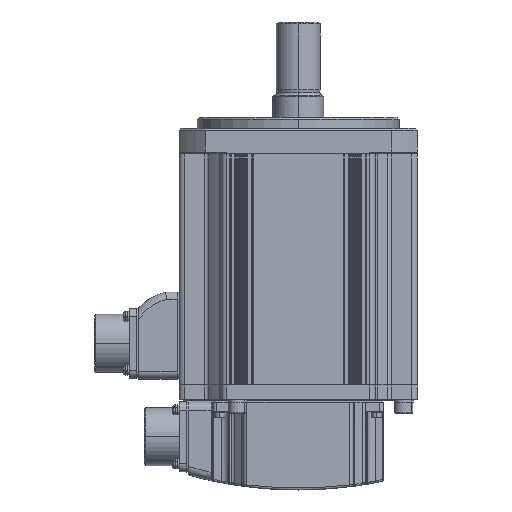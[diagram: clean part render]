
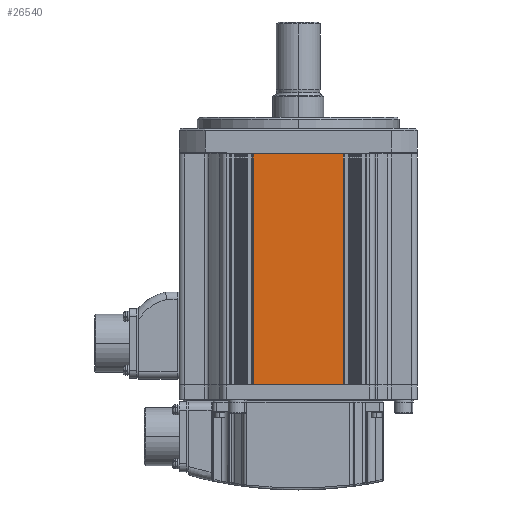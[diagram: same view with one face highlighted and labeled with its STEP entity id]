
A CAD part, left-side view. The second image highlights one B-rep face of the part: STEP entity #26540.
In plain terms, the highlighted planar face has unit normal (-1, 0, 0).
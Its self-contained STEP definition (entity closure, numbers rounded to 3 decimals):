
#281 = VERTEX_POINT ( 'NONE', #38899 ) ;
#308 = VERTEX_POINT ( 'NONE', #38918 ) ;
#996 = VERTEX_POINT ( 'NONE', #3979 ) ;
#1025 = VERTEX_POINT ( 'NONE', #3950 ) ;
#3950 = CARTESIAN_POINT ( 'NONE',  ( -65., 24.5, -10. ) ) ;
#3979 = CARTESIAN_POINT ( 'NONE',  ( -65., -24.5, -10. ) ) ;
#4598 = FACE_OUTER_BOUND ( 'NONE', #71811, .T. ) ;
#4599 = PLANE ( 'NONE',  #78920 ) ;
#4602 = CARTESIAN_POINT ( 'NONE',  ( -65., -24.5, -10. ) ) ;
#4618 = DIRECTION ( 'NONE',  ( 1., 0., 0. ) ) ;
#4619 = DIRECTION ( 'NONE',  ( 0., 0., -1. ) ) ;
#15495 = VECTOR ( 'NONE', #47659, 1000. ) ;
#15565 = VECTOR ( 'NONE', #47591, 1000. ) ;
#17359 = VECTOR ( 'NONE', #47476, 1000. ) ;
#26540 = ADVANCED_FACE ( 'NONE', ( #4598 ), #4599, .F. ) ;
#38899 = CARTESIAN_POINT ( 'NONE',  ( -65., 24.5, -136. ) ) ;
#38918 = CARTESIAN_POINT ( 'NONE',  ( -65., -24.5, -136. ) ) ;
#39674 = ORIENTED_EDGE ( 'NONE', *, *, #99888, .T. ) ;
#39692 = ORIENTED_EDGE ( 'NONE', *, *, #100124, .F. ) ;
#39712 = ORIENTED_EDGE ( 'NONE', *, *, #99865, .F. ) ;
#39717 = ORIENTED_EDGE ( 'NONE', *, *, #99908, .T. ) ;
#47345 = LINE ( 'NONE', #47352, #17359 ) ;
#47352 = CARTESIAN_POINT ( 'NONE',  ( -65., -24.5, -10. ) ) ;
#47476 = DIRECTION ( 'NONE',  ( 0., 0., -1. ) ) ;
#47560 = LINE ( 'NONE', #47566, #15565 ) ;
#47566 = CARTESIAN_POINT ( 'NONE',  ( -65., -24.5, -136. ) ) ;
#47591 = DIRECTION ( 'NONE',  ( 0., -1., 0. ) ) ;
#47623 = LINE ( 'NONE', #47633, #15495 ) ;
#47633 = CARTESIAN_POINT ( 'NONE',  ( -65., 24.5, -10. ) ) ;
#47659 = DIRECTION ( 'NONE',  ( 0., 0., -1. ) ) ;
#53447 = CARTESIAN_POINT ( 'NONE',  ( -65., -24.5, -10. ) ) ;
#53449 = DIRECTION ( 'NONE',  ( 0., -1., 0. ) ) ;
#53456 = LINE ( 'NONE', #53447, #55483 ) ;
#55483 = VECTOR ( 'NONE', #53449, 1000. ) ;
#71811 = EDGE_LOOP ( 'NONE', ( #39674, #39712, #39692, #39717 ) ) ;
#78920 = AXIS2_PLACEMENT_3D ( 'NONE', #4602, #4618, #4619 ) ;
#99865 = EDGE_CURVE ( 'NONE', #996, #308, #47345, .T. ) ;
#99888 = EDGE_CURVE ( 'NONE', #281, #308, #47560, .T. ) ;
#99908 = EDGE_CURVE ( 'NONE', #1025, #281, #47623, .T. ) ;
#100124 = EDGE_CURVE ( 'NONE', #1025, #996, #53456, .T. ) ;
